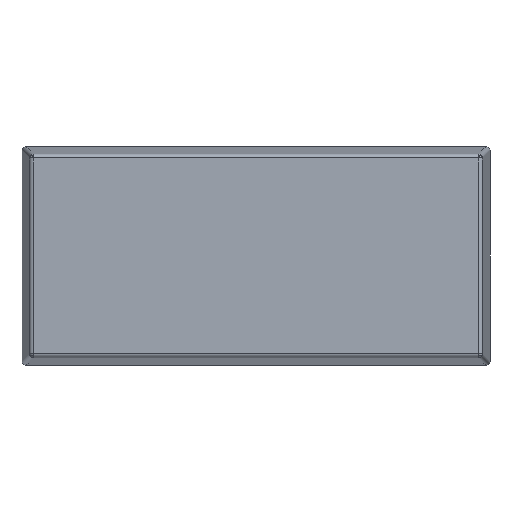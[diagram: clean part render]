
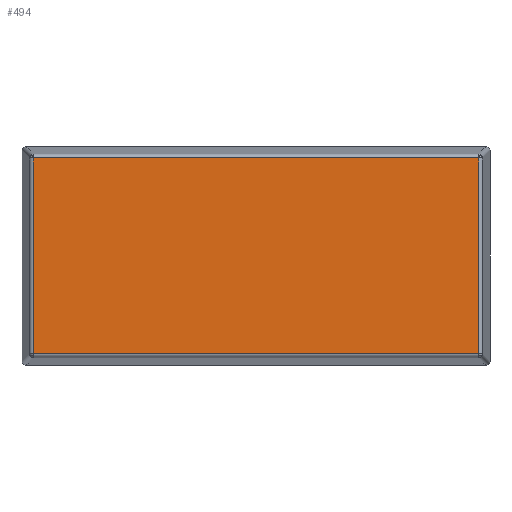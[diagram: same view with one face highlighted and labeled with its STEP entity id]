
A CAD part, top view. The second image highlights one B-rep face of the part: STEP entity #494.
In plain terms, the highlighted planar face has unit normal (0, 0, 1).
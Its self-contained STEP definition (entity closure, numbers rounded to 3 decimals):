
#20 = LINE ( 'NONE', #1431, #419 ) ;
#54 = CARTESIAN_POINT ( 'NONE',  ( -1.427, 0., 1.1 ) ) ;
#139 = CARTESIAN_POINT ( 'NONE',  ( -1.427, -0.627, 1.1 ) ) ;
#193 = CARTESIAN_POINT ( 'NONE',  ( -1.427, 0.627, 1.1 ) ) ;
#245 = AXIS2_PLACEMENT_3D ( 'NONE', #2425, #1108, #1864 ) ;
#419 = VECTOR ( 'NONE', #1409, 1000. ) ;
#457 = EDGE_CURVE ( 'NONE', #1314, #2552, #1171, .T. ) ;
#494 = ADVANCED_FACE ( 'NONE', ( #2036 ), #2015, .T. ) ;
#509 = VERTEX_POINT ( 'NONE', #1684 ) ;
#644 = EDGE_LOOP ( 'NONE', ( #2010, #925, #737, #1344 ) ) ;
#719 = EDGE_CURVE ( 'NONE', #509, #1314, #1081, .T. ) ;
#737 = ORIENTED_EDGE ( 'NONE', *, *, #719, .T. ) ;
#771 = LINE ( 'NONE', #2376, #1466 ) ;
#925 = ORIENTED_EDGE ( 'NONE', *, *, #2323, .T. ) ;
#1081 = LINE ( 'NONE', #1721, #1671 ) ;
#1108 = DIRECTION ( 'NONE',  ( 0., 0., 1. ) ) ;
#1171 = LINE ( 'NONE', #54, #1546 ) ;
#1314 = VERTEX_POINT ( 'NONE', #193 ) ;
#1344 = ORIENTED_EDGE ( 'NONE', *, *, #457, .T. ) ;
#1409 = DIRECTION ( 'NONE',  ( 1., 0., 0. ) ) ;
#1431 = CARTESIAN_POINT ( 'NONE',  ( 0., -0.627, 1.1 ) ) ;
#1432 = DIRECTION ( 'NONE',  ( 0., -1., 0. ) ) ;
#1466 = VECTOR ( 'NONE', #2399, 1000. ) ;
#1527 = VERTEX_POINT ( 'NONE', #1888 ) ;
#1546 = VECTOR ( 'NONE', #1432, 1000. ) ;
#1671 = VECTOR ( 'NONE', #2335, 1000. ) ;
#1684 = CARTESIAN_POINT ( 'NONE',  ( 1.427, 0.627, 1.1 ) ) ;
#1721 = CARTESIAN_POINT ( 'NONE',  ( 0., 0.627, 1.1 ) ) ;
#1864 = DIRECTION ( 'NONE',  ( 1., 0., 0. ) ) ;
#1888 = CARTESIAN_POINT ( 'NONE',  ( 1.427, -0.627, 1.1 ) ) ;
#2010 = ORIENTED_EDGE ( 'NONE', *, *, #2415, .T. ) ;
#2015 = PLANE ( 'NONE',  #245 ) ;
#2036 = FACE_OUTER_BOUND ( 'NONE', #644, .T. ) ;
#2323 = EDGE_CURVE ( 'NONE', #1527, #509, #771, .T. ) ;
#2335 = DIRECTION ( 'NONE',  ( -1., 0., 0. ) ) ;
#2376 = CARTESIAN_POINT ( 'NONE',  ( 1.427, 0., 1.1 ) ) ;
#2399 = DIRECTION ( 'NONE',  ( 0., 1., 0. ) ) ;
#2415 = EDGE_CURVE ( 'NONE', #2552, #1527, #20, .T. ) ;
#2425 = CARTESIAN_POINT ( 'NONE',  ( 0., 0., 1.1 ) ) ;
#2552 = VERTEX_POINT ( 'NONE', #139 ) ;
